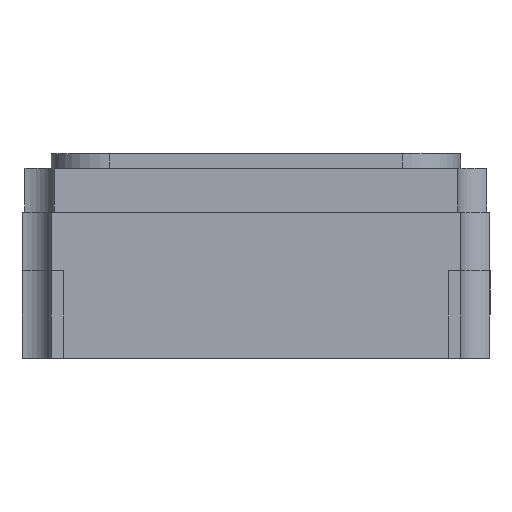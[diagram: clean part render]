
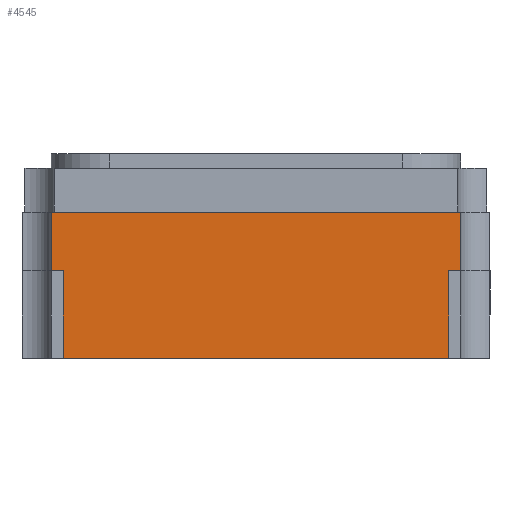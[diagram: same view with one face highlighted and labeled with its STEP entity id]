
A CAD part, front view. The second image highlights one B-rep face of the part: STEP entity #4545.
In plain terms, the highlighted face is planar.
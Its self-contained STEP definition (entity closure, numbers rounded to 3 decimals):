
#342=LINE('',#6955,#724);
#350=LINE('',#6971,#732);
#388=LINE('',#7051,#770);
#391=LINE('',#7060,#773);
#427=LINE('',#7137,#809);
#458=LINE('',#7203,#840);
#465=LINE('',#7215,#847);
#466=LINE('',#7217,#848);
#724=VECTOR('',#5424,1000.);
#732=VECTOR('',#5434,1000.);
#770=VECTOR('',#5500,1000.);
#773=VECTOR('',#5507,1000.);
#809=VECTOR('',#5575,1000.);
#840=VECTOR('',#5632,1000.);
#847=VECTOR('',#5649,1000.);
#848=VECTOR('',#5652,1000.);
#1894=ORIENTED_EDGE('',*,*,#2360,.F.);
#1895=ORIENTED_EDGE('',*,*,#2352,.T.);
#1896=ORIENTED_EDGE('',*,*,#2482,.F.);
#1897=ORIENTED_EDGE('',*,*,#2441,.F.);
#1898=ORIENTED_EDGE('',*,*,#2475,.T.);
#1899=ORIENTED_EDGE('',*,*,#2399,.F.);
#1900=ORIENTED_EDGE('',*,*,#2403,.T.);
#1901=ORIENTED_EDGE('',*,*,#2483,.T.);
#2352=EDGE_CURVE('',#2764,#2763,#342,.T.);
#2360=EDGE_CURVE('',#2764,#2770,#350,.T.);
#2399=EDGE_CURVE('',#2798,#2799,#388,.T.);
#2403=EDGE_CURVE('',#2798,#2802,#391,.T.);
#2441=EDGE_CURVE('',#2827,#2828,#427,.T.);
#2475=EDGE_CURVE('',#2827,#2799,#458,.T.);
#2482=EDGE_CURVE('',#2828,#2763,#465,.T.);
#2483=EDGE_CURVE('',#2802,#2770,#466,.T.);
#2763=VERTEX_POINT('',#6954);
#2764=VERTEX_POINT('',#6956);
#2770=VERTEX_POINT('',#6969);
#2798=VERTEX_POINT('',#7050);
#2799=VERTEX_POINT('',#7052);
#2802=VERTEX_POINT('',#7059);
#2827=VERTEX_POINT('',#7136);
#2828=VERTEX_POINT('',#7138);
#3200=EDGE_LOOP('',(#1894,#1895,#1896,#1897,#1898,#1899,#1900,#1901));
#3423=FACE_BOUND('',#3200,.T.);
#3605=PLANE('',#4800);
#4545=ADVANCED_FACE('',(#3423),#3605,.F.);
#4800=AXIS2_PLACEMENT_3D('',#7216,#5650,#5651);
#5424=DIRECTION('',(0.,1.,0.));
#5434=DIRECTION('',(0.,0.,-1.));
#5500=DIRECTION('',(0.,-1.,0.));
#5507=DIRECTION('',(0.,0.,-1.));
#5575=DIRECTION('',(0.,1.,0.));
#5632=DIRECTION('',(0.,0.,-1.));
#5649=DIRECTION('',(0.,0.,-1.));
#5650=DIRECTION('',(-1.,0.,0.));
#5651=DIRECTION('',(0.,0.,1.));
#5652=DIRECTION('',(0.,1.,0.));
#6954=CARTESIAN_POINT('',(1.,0.7,0.3));
#6955=CARTESIAN_POINT('',(1.,0.659,0.3));
#6956=CARTESIAN_POINT('',(1.,0.659,0.3));
#6969=CARTESIAN_POINT('',(1.,0.659,0.));
#6971=CARTESIAN_POINT('',(1.,0.659,0.3));
#7050=CARTESIAN_POINT('',(1.,-0.659,0.3));
#7051=CARTESIAN_POINT('',(1.,-0.7,0.3));
#7052=CARTESIAN_POINT('',(1.,-0.7,0.3));
#7059=CARTESIAN_POINT('',(1.,-0.659,0.));
#7060=CARTESIAN_POINT('',(1.,-0.659,0.3));
#7136=CARTESIAN_POINT('',(1.,-0.7,0.5));
#7137=CARTESIAN_POINT('',(1.,-0.7,0.5));
#7138=CARTESIAN_POINT('',(1.,0.7,0.5));
#7203=CARTESIAN_POINT('',(1.,-0.7,0.5));
#7215=CARTESIAN_POINT('',(1.,0.7,0.5));
#7216=CARTESIAN_POINT('',(1.,-0.7,0.5));
#7217=CARTESIAN_POINT('',(1.,-0.7,0.));
